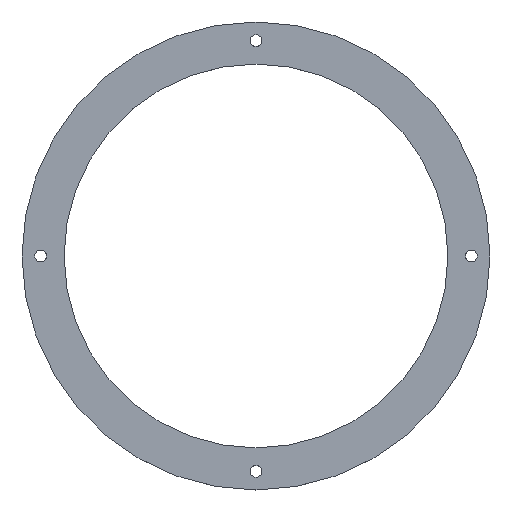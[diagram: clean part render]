
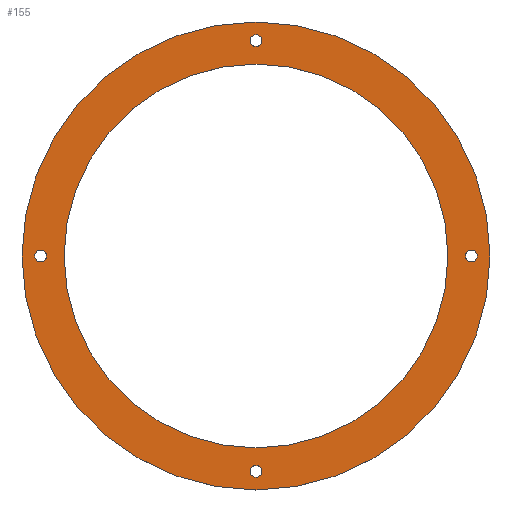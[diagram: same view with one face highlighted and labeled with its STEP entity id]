
A CAD part, top view. The second image highlights one B-rep face of the part: STEP entity #155.
In plain terms, the highlighted planar face has unit normal (0, 0, 1).
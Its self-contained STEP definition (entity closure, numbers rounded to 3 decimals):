
#15=FACE_BOUND('',#42,.T.);
#16=FACE_BOUND('',#43,.T.);
#17=FACE_BOUND('',#44,.T.);
#18=FACE_BOUND('',#45,.T.);
#19=FACE_BOUND('',#46,.T.);
#25=PLANE('',#189);
#33=FACE_OUTER_BOUND('',#41,.T.);
#41=EDGE_LOOP('',(#131));
#42=EDGE_LOOP('',(#132));
#43=EDGE_LOOP('',(#133));
#44=EDGE_LOOP('',(#134));
#45=EDGE_LOOP('',(#135));
#46=EDGE_LOOP('',(#136));
#65=CIRCLE('',#172,1.5);
#67=CIRCLE('',#175,49.);
#69=CIRCLE('',#178,1.5);
#71=CIRCLE('',#181,1.5);
#73=CIRCLE('',#184,1.5);
#75=CIRCLE('',#187,59.75);
#77=VERTEX_POINT('',#241);
#79=VERTEX_POINT('',#247);
#81=VERTEX_POINT('',#253);
#83=VERTEX_POINT('',#259);
#85=VERTEX_POINT('',#265);
#87=VERTEX_POINT('',#271);
#89=EDGE_CURVE('',#77,#77,#65,.T.);
#92=EDGE_CURVE('',#79,#79,#67,.T.);
#95=EDGE_CURVE('',#81,#81,#69,.T.);
#98=EDGE_CURVE('',#83,#83,#71,.T.);
#101=EDGE_CURVE('',#85,#85,#73,.T.);
#104=EDGE_CURVE('',#87,#87,#75,.T.);
#131=ORIENTED_EDGE('',*,*,#104,.T.);
#132=ORIENTED_EDGE('',*,*,#101,.T.);
#133=ORIENTED_EDGE('',*,*,#98,.T.);
#134=ORIENTED_EDGE('',*,*,#95,.T.);
#135=ORIENTED_EDGE('',*,*,#92,.T.);
#136=ORIENTED_EDGE('',*,*,#89,.T.);
#155=ADVANCED_FACE('',(#33,#15,#16,#17,#18,#19),#25,.T.);
#172=AXIS2_PLACEMENT_3D('',#242,#195,#196);
#175=AXIS2_PLACEMENT_3D('',#248,#202,#203);
#178=AXIS2_PLACEMENT_3D('',#254,#209,#210);
#181=AXIS2_PLACEMENT_3D('',#260,#216,#217);
#184=AXIS2_PLACEMENT_3D('',#266,#223,#224);
#187=AXIS2_PLACEMENT_3D('',#272,#230,#231);
#189=AXIS2_PLACEMENT_3D('',#276,#235,#236);
#195=DIRECTION('center_axis',(0.,0.,-1.));
#196=DIRECTION('ref_axis',(1.,0.,0.));
#202=DIRECTION('center_axis',(0.,0.,-1.));
#203=DIRECTION('ref_axis',(1.,0.,0.));
#209=DIRECTION('center_axis',(0.,0.,-1.));
#210=DIRECTION('ref_axis',(1.,0.,0.));
#216=DIRECTION('center_axis',(0.,0.,-1.));
#217=DIRECTION('ref_axis',(1.,0.,0.));
#223=DIRECTION('center_axis',(0.,0.,-1.));
#224=DIRECTION('ref_axis',(1.,0.,0.));
#230=DIRECTION('center_axis',(0.,0.,1.));
#231=DIRECTION('ref_axis',(1.,0.,0.));
#235=DIRECTION('center_axis',(0.,0.,1.));
#236=DIRECTION('ref_axis',(1.,0.,0.));
#241=CARTESIAN_POINT('',(-56.5,0.,1.5));
#242=CARTESIAN_POINT('Origin',(-55.,0.,1.5));
#247=CARTESIAN_POINT('',(-49.,0.,1.5));
#248=CARTESIAN_POINT('Origin',(0.,0.,1.5));
#253=CARTESIAN_POINT('',(-1.5,-55.,1.5));
#254=CARTESIAN_POINT('Origin',(0.,-55.,1.5));
#259=CARTESIAN_POINT('',(53.5,0.,1.5));
#260=CARTESIAN_POINT('Origin',(55.,0.,1.5));
#265=CARTESIAN_POINT('',(-1.5,55.,1.5));
#266=CARTESIAN_POINT('Origin',(0.,55.,1.5));
#271=CARTESIAN_POINT('',(-59.75,0.,1.5));
#272=CARTESIAN_POINT('Origin',(0.,0.,1.5));
#276=CARTESIAN_POINT('Origin',(0.,0.,1.5));
